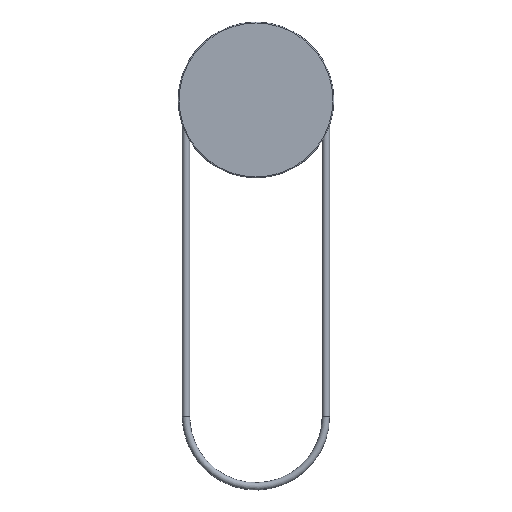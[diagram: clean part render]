
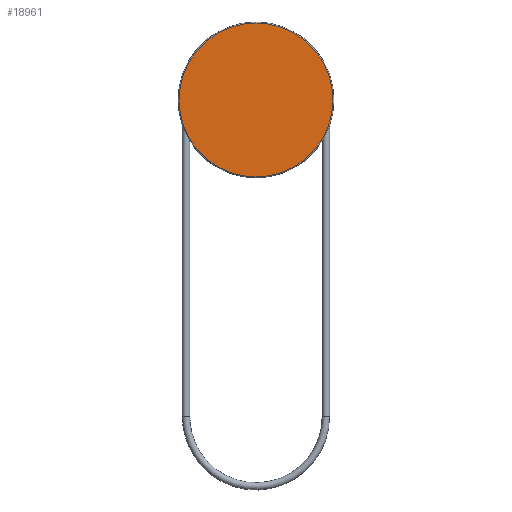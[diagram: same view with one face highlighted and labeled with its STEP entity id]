
A CAD part, top view. The second image highlights one B-rep face of the part: STEP entity #18961.
In plain terms, the highlighted planar face has unit normal (0, 0, 1).
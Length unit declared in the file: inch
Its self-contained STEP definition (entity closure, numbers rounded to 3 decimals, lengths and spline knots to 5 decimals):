
#1455 = EDGE_CURVE ( 'NONE', #9956, #9956, #17742, .T. ) ;
#2546 = PLANE ( 'NONE',  #12991 ) ;
#4078 = DIRECTION ( 'NONE',  ( 0., -1., 0. ) ) ;
#5532 = CARTESIAN_POINT ( 'NONE',  ( 0., 0., 2.1425 ) ) ;
#8521 = DIRECTION ( 'NONE',  ( 0., -1., 0. ) ) ;
#9956 = VERTEX_POINT ( 'NONE', #17396 ) ;
#10047 = AXIS2_PLACEMENT_3D ( 'NONE', #18986, #17519, #8521 ) ;
#10492 = ORIENTED_EDGE ( 'NONE', *, *, #1455, .F. ) ;
#12991 = AXIS2_PLACEMENT_3D ( 'NONE', #5532, #13041, #4078 ) ;
#13041 = DIRECTION ( 'NONE',  ( 0., 0., 1. ) ) ;
#14884 = FACE_OUTER_BOUND ( 'NONE', #14928, .T. ) ;
#14928 = EDGE_LOOP ( 'NONE', ( #10492 ) ) ;
#17396 = CARTESIAN_POINT ( 'NONE',  ( 0., -4.9375, 2.1425 ) ) ;
#17519 = DIRECTION ( 'NONE',  ( 0., 0., -1. ) ) ;
#17742 = CIRCLE ( 'NONE', #10047, 4.9375 ) ;
#18961 = ADVANCED_FACE ( 'NONE', ( #14884 ), #2546, .T. ) ;
#18986 = CARTESIAN_POINT ( 'NONE',  ( 0., 0., 2.1425 ) ) ;
